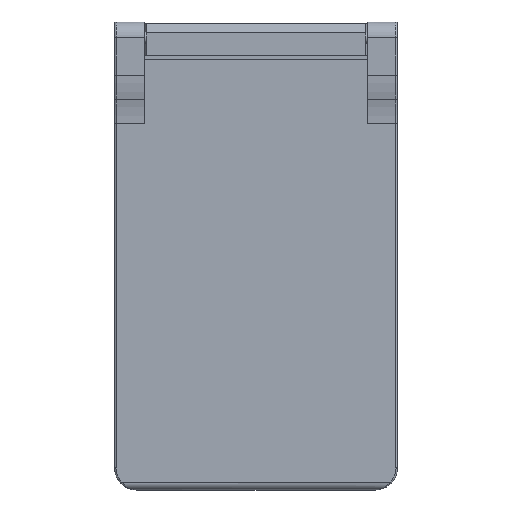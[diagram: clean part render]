
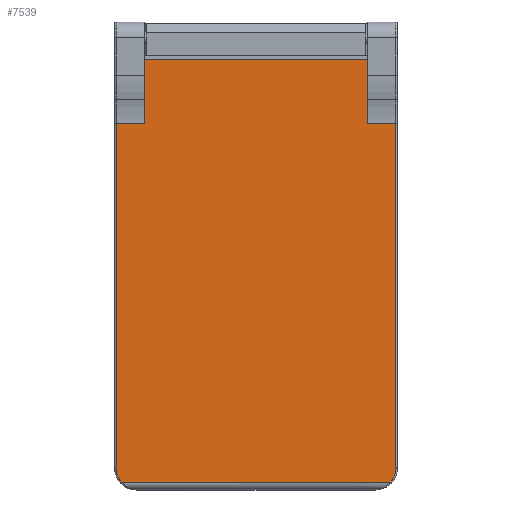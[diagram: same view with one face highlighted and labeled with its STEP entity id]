
A CAD part, top view. The second image highlights one B-rep face of the part: STEP entity #7539.
In plain terms, the highlighted planar face has unit normal (0, 0, 1).
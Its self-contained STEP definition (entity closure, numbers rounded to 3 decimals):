
#18 = DIRECTION ( 'NONE',  ( 0., 1., 0. ) ) ;
#23 = VECTOR ( 'NONE', #5582, 1000. ) ;
#353 = ORIENTED_EDGE ( 'NONE', *, *, #8166, .T. ) ;
#478 = DIRECTION ( 'NONE',  ( 0., -1., 0. ) ) ;
#519 = CARTESIAN_POINT ( 'NONE',  ( 0., 0., 2.5 ) ) ;
#572 = CARTESIAN_POINT ( 'NONE',  ( -35.5, -6.8, 2.5 ) ) ;
#611 = VERTEX_POINT ( 'NONE', #8088 ) ;
#746 = ORIENTED_EDGE ( 'NONE', *, *, #1500, .F. ) ;
#774 = CARTESIAN_POINT ( 'NONE',  ( 35.5, -6.8, 2.5 ) ) ;
#799 = AXIS2_PLACEMENT_3D ( 'NONE', #5848, #1758, #5185 ) ;
#801 = CARTESIAN_POINT ( 'NONE',  ( -44.5, -27.362, 2.5 ) ) ;
#1050 = VECTOR ( 'NONE', #18, 1000. ) ;
#1178 = LINE ( 'NONE', #6127, #4902 ) ;
#1472 = VERTEX_POINT ( 'NONE', #572 ) ;
#1500 = EDGE_CURVE ( 'NONE', #7963, #1472, #4260, .T. ) ;
#1541 = DIRECTION ( 'NONE',  ( 0., 0., 1. ) ) ;
#1593 = VECTOR ( 'NONE', #2915, 1000. ) ;
#1758 = DIRECTION ( 'NONE',  ( 0., 0., 1. ) ) ;
#1777 = DIRECTION ( 'NONE',  ( 0., 0., 1. ) ) ;
#1846 = CARTESIAN_POINT ( 'NONE',  ( -44.5, -137., 2.5 ) ) ;
#2061 = FACE_OUTER_BOUND ( 'NONE', #8631, .T. ) ;
#2112 = CARTESIAN_POINT ( 'NONE',  ( -42.69, -141.5, 2.5 ) ) ;
#2138 = ORIENTED_EDGE ( 'NONE', *, *, #2281, .T. ) ;
#2281 = EDGE_CURVE ( 'NONE', #3578, #6401, #5193, .T. ) ;
#2297 = VERTEX_POINT ( 'NONE', #6390 ) ;
#2375 = CARTESIAN_POINT ( 'NONE',  ( -35.5, -27.362, 2.5 ) ) ;
#2766 = EDGE_CURVE ( 'NONE', #611, #2297, #7897, .T. ) ;
#2915 = DIRECTION ( 'NONE',  ( 0., 1., 0. ) ) ;
#2973 = DIRECTION ( 'NONE',  ( -1., 0., 0. ) ) ;
#3162 = CARTESIAN_POINT ( 'NONE',  ( 38., -137., 2.5 ) ) ;
#3190 = EDGE_CURVE ( 'NONE', #8129, #3578, #8662, .T. ) ;
#3207 = EDGE_CURVE ( 'NONE', #6401, #1472, #3689, .T. ) ;
#3231 = CARTESIAN_POINT ( 'NONE',  ( 44.5, -27.362, 2.5 ) ) ;
#3288 = VECTOR ( 'NONE', #4302, 1000. ) ;
#3371 = LINE ( 'NONE', #8479, #5527 ) ;
#3413 = CARTESIAN_POINT ( 'NONE',  ( 44.5, -27.362, 2.5 ) ) ;
#3480 = VERTEX_POINT ( 'NONE', #2112 ) ;
#3578 = VERTEX_POINT ( 'NONE', #4127 ) ;
#3653 = VERTEX_POINT ( 'NONE', #1846 ) ;
#3689 = LINE ( 'NONE', #4176, #5984 ) ;
#3752 = CARTESIAN_POINT ( 'NONE',  ( 35.5, -27.362, 2.5 ) ) ;
#4127 = CARTESIAN_POINT ( 'NONE',  ( 35.5, -27.362, 2.5 ) ) ;
#4176 = CARTESIAN_POINT ( 'NONE',  ( -45., -6.8, 2.5 ) ) ;
#4184 = DIRECTION ( 'NONE',  ( 1., 0., 0. ) ) ;
#4260 = LINE ( 'NONE', #5008, #23 ) ;
#4271 = ORIENTED_EDGE ( 'NONE', *, *, #3190, .T. ) ;
#4302 = DIRECTION ( 'NONE',  ( -1., 0., 0. ) ) ;
#4315 = CARTESIAN_POINT ( 'NONE',  ( 0., -27.362, 2.5 ) ) ;
#4473 = DIRECTION ( 'NONE',  ( -1., 0., 0. ) ) ;
#4789 = EDGE_CURVE ( 'NONE', #3653, #3480, #5635, .T. ) ;
#4902 = VECTOR ( 'NONE', #478, 1000. ) ;
#5004 = PLANE ( 'NONE',  #8420 ) ;
#5008 = CARTESIAN_POINT ( 'NONE',  ( -35.5, -22.77, 2.5 ) ) ;
#5047 = ORIENTED_EDGE ( 'NONE', *, *, #7939, .T. ) ;
#5149 = ORIENTED_EDGE ( 'NONE', *, *, #5655, .T. ) ;
#5185 = DIRECTION ( 'NONE',  ( 1., 0., 0. ) ) ;
#5193 = LINE ( 'NONE', #5677, #1593 ) ;
#5459 = ORIENTED_EDGE ( 'NONE', *, *, #3207, .T. ) ;
#5480 = ORIENTED_EDGE ( 'NONE', *, *, #4789, .T. ) ;
#5527 = VECTOR ( 'NONE', #7821, 1000. ) ;
#5582 = DIRECTION ( 'NONE',  ( 0., 1., 0. ) ) ;
#5635 = CIRCLE ( 'NONE', #799, 6.5 ) ;
#5655 = EDGE_CURVE ( 'NONE', #7068, #3653, #1178, .T. ) ;
#5677 = CARTESIAN_POINT ( 'NONE',  ( 35.5, -22.77, 2.5 ) ) ;
#5680 = LINE ( 'NONE', #4315, #3288 ) ;
#5793 = EDGE_CURVE ( 'NONE', #7963, #7068, #5680, .T. ) ;
#5848 = CARTESIAN_POINT ( 'NONE',  ( -38., -137., 2.5 ) ) ;
#5984 = VECTOR ( 'NONE', #2973, 1000. ) ;
#6127 = CARTESIAN_POINT ( 'NONE',  ( -44.5, -137., 2.5 ) ) ;
#6390 = CARTESIAN_POINT ( 'NONE',  ( 44.5, -137., 2.5 ) ) ;
#6401 = VERTEX_POINT ( 'NONE', #774 ) ;
#7068 = VERTEX_POINT ( 'NONE', #801 ) ;
#7226 = AXIS2_PLACEMENT_3D ( 'NONE', #3162, #1541, #7629 ) ;
#7348 = VECTOR ( 'NONE', #4473, 1000. ) ;
#7539 = ADVANCED_FACE ( 'NONE', ( #2061 ), #5004, .T. ) ;
#7629 = DIRECTION ( 'NONE',  ( 1., 0., 0. ) ) ;
#7821 = DIRECTION ( 'NONE',  ( 1., 0., 0. ) ) ;
#7897 = CIRCLE ( 'NONE', #7226, 6.5 ) ;
#7939 = EDGE_CURVE ( 'NONE', #2297, #8129, #7945, .T. ) ;
#7945 = LINE ( 'NONE', #3413, #1050 ) ;
#7963 = VERTEX_POINT ( 'NONE', #2375 ) ;
#8088 = CARTESIAN_POINT ( 'NONE',  ( 42.69, -141.5, 2.5 ) ) ;
#8129 = VERTEX_POINT ( 'NONE', #3231 ) ;
#8166 = EDGE_CURVE ( 'NONE', #3480, #611, #3371, .T. ) ;
#8204 = ORIENTED_EDGE ( 'NONE', *, *, #2766, .T. ) ;
#8420 = AXIS2_PLACEMENT_3D ( 'NONE', #519, #1777, #4184 ) ;
#8479 = CARTESIAN_POINT ( 'NONE',  ( 38., -141.5, 2.5 ) ) ;
#8631 = EDGE_LOOP ( 'NONE', ( #353, #8204, #5047, #4271, #2138, #5459, #746, #8808, #5149, #5480 ) ) ;
#8662 = LINE ( 'NONE', #3752, #7348 ) ;
#8808 = ORIENTED_EDGE ( 'NONE', *, *, #5793, .T. ) ;
